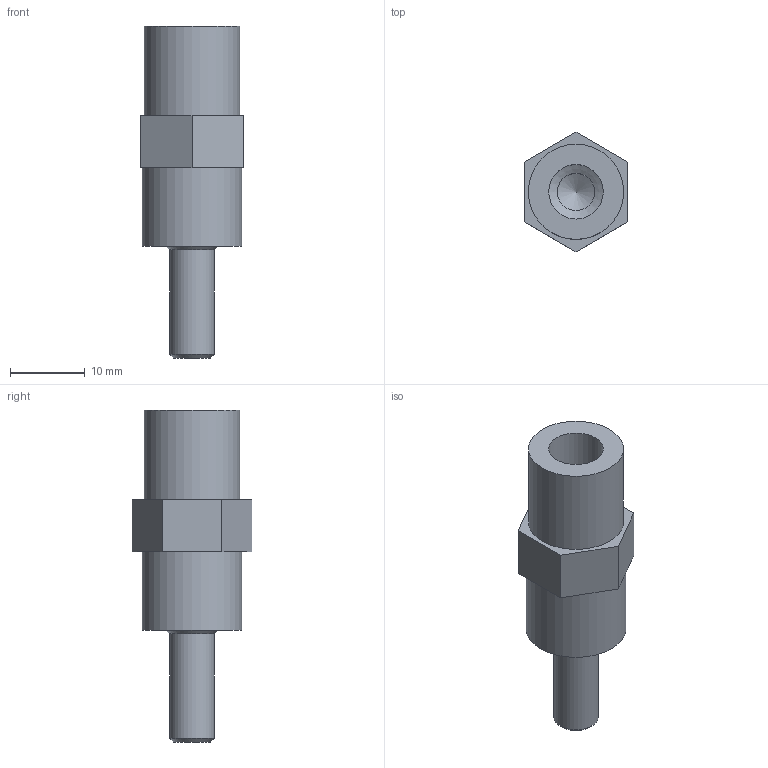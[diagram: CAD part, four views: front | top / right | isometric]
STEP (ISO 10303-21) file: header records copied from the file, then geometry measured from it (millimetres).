
FILE_DESCRIPTION(/* description */ (''),/* implementation_level */ '2;1');
FILE_NAME(/* name */ 'Morini Distanzbolzen Seitendeckel links.stp',/* time_stamp */ '2020-05-26T09:13:13+02:00',/* author */ ('mfr'),/* organization */ (''),/* preprocessor_version */ 'ST-DEVELOPER v16.5',/* originating_system */ 'Autodesk Inventor 2017',/* authorisation */ '');
FILE_SCHEMA (('AUTOMOTIVE_DESIGN { 1 0 10303 214 3 1 1 }'));
Length unit declared in the file: millimetre
Products named in the file (1): Morini Distanzbolzen Seitendeckel links
Bounding box: 13.9 x 16.05 x 44.5 mm (x, y, z)
Volume: 3975.8 mm3; surface area: 2286.2 mm2
Topology: 1 solids, 1 shells, 20 faces, 41 edges, 26 vertices
Faces by surface type: plane 11, cylinder 5, cone 4
Full cylindrical faces by diameter (mm): 5 x1, 6 x1, 7.3 x1, 12.75 x1, 13.4 x1
Entity records: 492 total; most frequent: DIRECTION 84, CARTESIAN_POINT 75, ORIENTED_EDGE 60, AXIS2_PLACEMENT_3D 33, EDGE_LOOP 32, EDGE_CURVE 30, VERTEX_POINT 24, FACE_OUTER_BOUND 20
